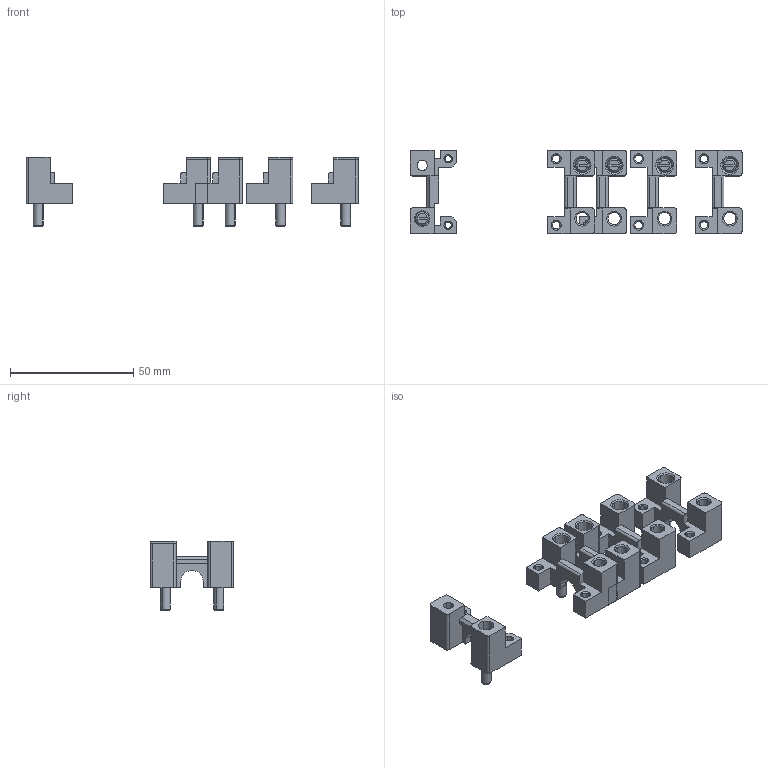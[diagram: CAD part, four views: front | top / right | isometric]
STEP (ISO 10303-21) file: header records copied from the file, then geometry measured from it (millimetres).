
FILE_DESCRIPTION(('CATIA V5 STEP Exchange','CAx-IF Rec.Pracs.--- Model Styling and Organization---1.4--- 2014-01-23'),'2;1');
FILE_NAME ('002989-3_5', '2024-02-23T09:52:47+00:00', ('none'), ('Weidmueller'), 'CATIA Version 5-6 Release 2016 SP3 HF44', 'CATIA V5 STEP AP214', 'none');
FILE_SCHEMA(('AUTOMOTIVE_DESIGN { 1 0 10303 214 1 1 1 1 }'));
Length unit declared in the file: millimetre
Products named in the file (1): 1002790000
Bounding box: 134.9 x 34 x 28.1 mm (x, y, z)
Volume: 22304.4 mm3; surface area: 18768.5 mm2
Topology: 6 solids, 6 shells, 429 faces, 1074 edges, 692 vertices
Faces by surface type: plane 204, cylinder 141, cone 84
Entity records: 12048 total; most frequent: CARTESIAN_POINT 2191, ORIENTED_EDGE 2148, DIRECTION 1702, EDGE_CURVE 1074, AXIS2_PLACEMENT_3D 721, VERTEX_POINT 692, VECTOR 658, LINE 658
